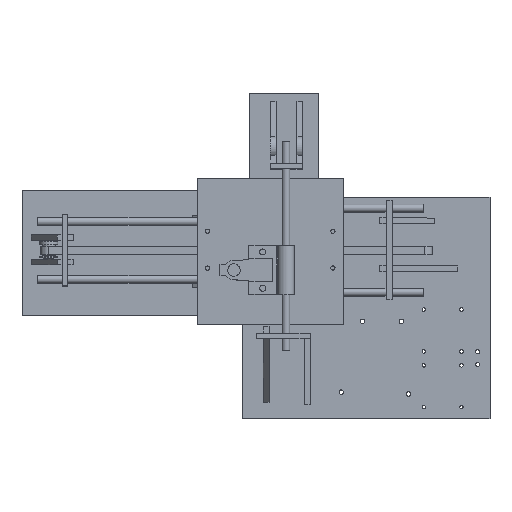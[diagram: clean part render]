
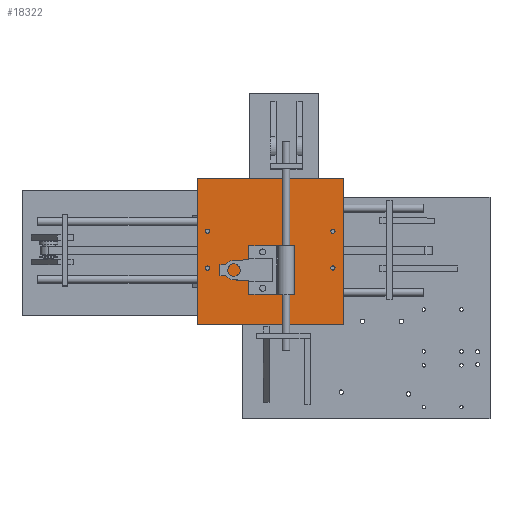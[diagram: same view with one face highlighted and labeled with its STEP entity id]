
A CAD part, top view. The second image highlights one B-rep face of the part: STEP entity #18322.
In plain terms, the highlighted planar face has unit normal (0, 0, 1).
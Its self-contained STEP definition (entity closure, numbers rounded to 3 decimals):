
#499=FACE_BOUND('',#2682,.T.);
#500=FACE_BOUND('',#2683,.T.);
#501=FACE_BOUND('',#2684,.T.);
#502=FACE_BOUND('',#2685,.T.);
#724=CIRCLE('',#19622,1.5);
#726=CIRCLE('',#19625,1.5);
#728=CIRCLE('',#19628,1.5);
#730=CIRCLE('',#19631,1.5);
#1579=FACE_OUTER_BOUND('',#2681,.T.);
#2681=EDGE_LOOP('',(#15967,#15968,#15969,#15970));
#2682=EDGE_LOOP('',(#15971));
#2683=EDGE_LOOP('',(#15972));
#2684=EDGE_LOOP('',(#15973));
#2685=EDGE_LOOP('',(#15974));
#4865=LINE('',#29094,#7136);
#4871=LINE('',#29105,#7142);
#4874=LINE('',#29112,#7145);
#4875=LINE('',#29113,#7146);
#7136=VECTOR('',#23740,10.);
#7142=VECTOR('',#23748,10.);
#7145=VECTOR('',#23755,10.);
#7146=VECTOR('',#23756,10.);
#8859=VERTEX_POINT('',#29070);
#8861=VERTEX_POINT('',#29076);
#8863=VERTEX_POINT('',#29082);
#8865=VERTEX_POINT('',#29088);
#8866=VERTEX_POINT('',#29092);
#8867=VERTEX_POINT('',#29093);
#8871=VERTEX_POINT('',#29103);
#8873=VERTEX_POINT('',#29111);
#11265=EDGE_CURVE('',#8859,#8859,#724,.T.);
#11268=EDGE_CURVE('',#8861,#8861,#726,.T.);
#11271=EDGE_CURVE('',#8863,#8863,#728,.T.);
#11274=EDGE_CURVE('',#8865,#8865,#730,.T.);
#11275=EDGE_CURVE('',#8866,#8867,#4865,.T.);
#11281=EDGE_CURVE('',#8871,#8867,#4871,.T.);
#11284=EDGE_CURVE('',#8871,#8873,#4874,.T.);
#11285=EDGE_CURVE('',#8866,#8873,#4875,.T.);
#15967=ORIENTED_EDGE('',*,*,#11275,.T.);
#15968=ORIENTED_EDGE('',*,*,#11281,.F.);
#15969=ORIENTED_EDGE('',*,*,#11284,.T.);
#15970=ORIENTED_EDGE('',*,*,#11285,.F.);
#15971=ORIENTED_EDGE('',*,*,#11265,.T.);
#15972=ORIENTED_EDGE('',*,*,#11268,.T.);
#15973=ORIENTED_EDGE('',*,*,#11271,.T.);
#15974=ORIENTED_EDGE('',*,*,#11274,.T.);
#17447=PLANE('',#19635);
#18322=ADVANCED_FACE('',(#1579,#499,#500,#501,#502),#17447,.T.);
#19622=AXIS2_PLACEMENT_3D('',#29072,#23715,#23716);
#19625=AXIS2_PLACEMENT_3D('',#29078,#23722,#23723);
#19628=AXIS2_PLACEMENT_3D('',#29084,#23729,#23730);
#19631=AXIS2_PLACEMENT_3D('',#29090,#23736,#23737);
#19635=AXIS2_PLACEMENT_3D('',#29110,#23753,#23754);
#23715=DIRECTION('center_axis',(0.,0.,-1.));
#23716=DIRECTION('ref_axis',(1.,0.,0.));
#23722=DIRECTION('center_axis',(0.,0.,-1.));
#23723=DIRECTION('ref_axis',(1.,0.,0.));
#23729=DIRECTION('center_axis',(0.,0.,-1.));
#23730=DIRECTION('ref_axis',(1.,0.,0.));
#23736=DIRECTION('center_axis',(0.,0.,-1.));
#23737=DIRECTION('ref_axis',(1.,0.,0.));
#23740=DIRECTION('',(0.,-1.,0.));
#23748=DIRECTION('',(-1.,0.,0.));
#23753=DIRECTION('center_axis',(0.,0.,1.));
#23754=DIRECTION('ref_axis',(0.,-1.,0.));
#23755=DIRECTION('',(0.,1.,0.));
#23756=DIRECTION('',(1.,0.,0.));
#29070=CARTESIAN_POINT('',(138.737,0.739,41.51));
#29072=CARTESIAN_POINT('Origin',(140.237,0.739,41.51));
#29076=CARTESIAN_POINT('',(138.737,-25.661,41.51));
#29078=CARTESIAN_POINT('Origin',(140.237,-25.661,41.51));
#29082=CARTESIAN_POINT('',(48.737,0.656,41.51));
#29084=CARTESIAN_POINT('Origin',(50.237,0.656,41.51));
#29088=CARTESIAN_POINT('',(48.737,-25.744,41.51));
#29090=CARTESIAN_POINT('Origin',(50.237,-25.744,41.51));
#29092=CARTESIAN_POINT('',(42.737,38.85,41.51));
#29093=CARTESIAN_POINT('',(42.737,-66.15,41.51));
#29094=CARTESIAN_POINT('',(42.737,18.85,41.51));
#29103=CARTESIAN_POINT('',(147.737,-66.15,41.51));
#29105=CARTESIAN_POINT('',(57.737,-66.15,41.51));
#29110=CARTESIAN_POINT('Origin',(87.737,-13.65,41.51));
#29111=CARTESIAN_POINT('',(147.737,38.85,41.51));
#29112=CARTESIAN_POINT('',(147.737,33.85,41.51));
#29113=CARTESIAN_POINT('',(117.737,38.85,41.51));
